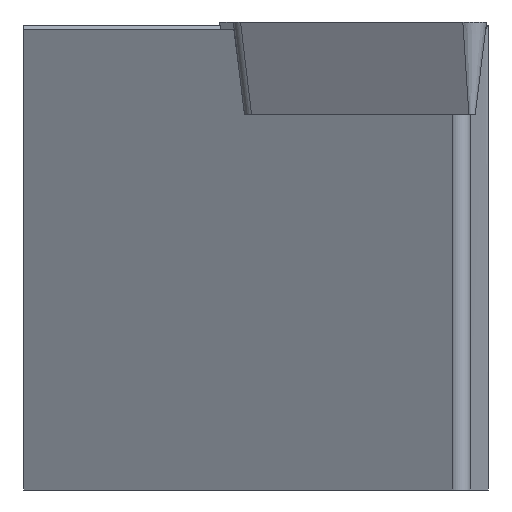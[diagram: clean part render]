
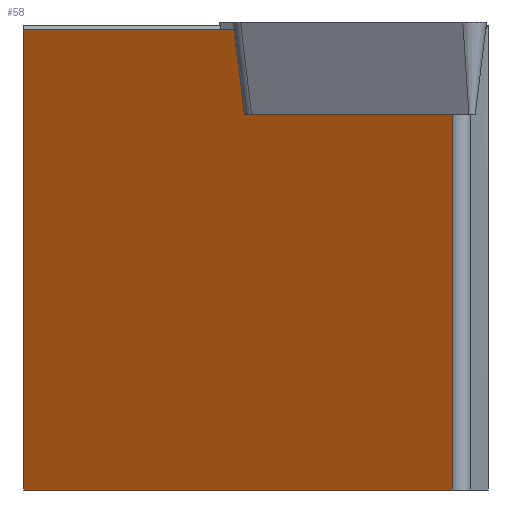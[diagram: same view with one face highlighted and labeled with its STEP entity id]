
A CAD part, left-side view. The second image highlights one B-rep face of the part: STEP entity #58.
In plain terms, the highlighted planar face has unit normal (-0.848, 0.53, 0).
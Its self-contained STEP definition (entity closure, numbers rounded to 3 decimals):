
#58=ADVANCED_FACE('',(#100),#81,.F.);
#81=PLANE('',#468);
#100=FACE_OUTER_BOUND('',#124,.T.);
#124=EDGE_LOOP('',(#170,#171,#172,#173,#174,#175));
#170=ORIENTED_EDGE('',*,*,#325,.F.);
#171=ORIENTED_EDGE('',*,*,#316,.F.);
#172=ORIENTED_EDGE('',*,*,#326,.F.);
#173=ORIENTED_EDGE('',*,*,#327,.F.);
#174=ORIENTED_EDGE('',*,*,#323,.F.);
#175=ORIENTED_EDGE('',*,*,#328,.F.);
#271=VERTEX_POINT('',#623);
#277=VERTEX_POINT('',#634);
#282=VERTEX_POINT('',#648);
#283=VERTEX_POINT('',#650);
#284=VERTEX_POINT('',#654);
#285=VERTEX_POINT('',#656);
#316=EDGE_CURVE('',#277,#271,#374,.T.);
#323=EDGE_CURVE('',#282,#283,#380,.T.);
#325=EDGE_CURVE('',#271,#284,#381,.T.);
#326=EDGE_CURVE('',#285,#277,#382,.T.);
#327=EDGE_CURVE('',#283,#285,#383,.T.);
#328=EDGE_CURVE('',#284,#282,#384,.T.);
#374=LINE('',#635,#420);
#380=LINE('',#649,#426);
#381=LINE('',#653,#427);
#382=LINE('',#655,#428);
#383=LINE('',#657,#429);
#384=LINE('',#658,#430);
#420=VECTOR('',#508,1.);
#426=VECTOR('',#520,1.);
#427=VECTOR('',#525,1.);
#428=VECTOR('',#526,1.);
#429=VECTOR('',#527,1.);
#430=VECTOR('',#528,1.);
#468=AXIS2_PLACEMENT_3D('',#659,#529,#530);
#508=DIRECTION('',(-0.53,-0.848,0.));
#520=DIRECTION('',(0.,0.,-1.));
#525=DIRECTION('',(-0.079,-0.126,-0.989));
#526=DIRECTION('',(0.,0.,1.));
#527=DIRECTION('',(0.53,0.848,0.));
#528=DIRECTION('',(-0.53,-0.848,0.));
#529=DIRECTION('',(0.848,-0.53,0.));
#530=DIRECTION('',(0.53,0.848,0.));
#623=CARTESIAN_POINT('',(4.57,-5.426,-0.1));
#634=CARTESIAN_POINT('',(7.961,0.,-0.1));
#635=CARTESIAN_POINT('',(1.037,-11.08,-0.1));
#648=CARTESIAN_POINT('',(1.037,-11.08,-2.28));
#649=CARTESIAN_POINT('',(1.037,-11.08,-29.9));
#650=CARTESIAN_POINT('',(1.037,-11.08,-12.));
#653=CARTESIAN_POINT('',(2.178,-9.255,-30.223));
#654=CARTESIAN_POINT('',(4.397,-5.703,-2.28));
#655=CARTESIAN_POINT('',(7.961,0.,-29.9));
#656=CARTESIAN_POINT('',(7.961,0.,-12.));
#657=CARTESIAN_POINT('',(1.037,-11.08,-12.));
#658=CARTESIAN_POINT('',(1.037,-11.08,-2.28));
#659=CARTESIAN_POINT('',(1.037,-11.08,-29.9));
